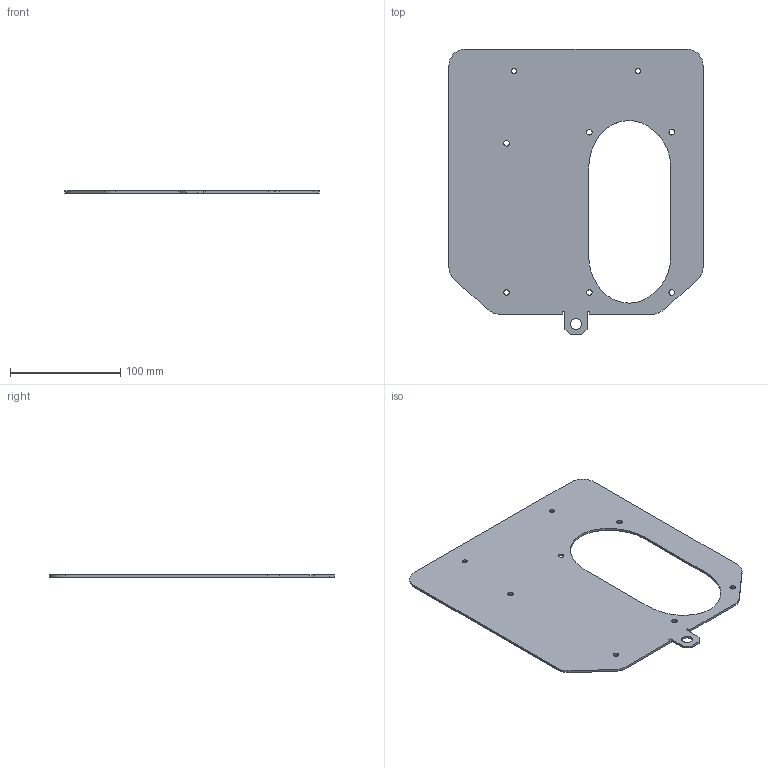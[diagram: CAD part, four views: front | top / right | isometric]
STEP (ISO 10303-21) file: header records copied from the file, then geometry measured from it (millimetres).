
FILE_DESCRIPTION (( 'STEP AP214' ), '1' );
FILE_NAME ('TW PANEL SHEET UNFOLDED.STEP', '2018-07-31T10:50:36', ( '' ), ( '' ), 'SwSTEP 2.0', 'SolidWorks 2014', '' );
FILE_SCHEMA (( 'AUTOMOTIVE_DESIGN' ));
Length unit declared in the file: millimetre
Products named in the file (1): TW PANEL SHEET UNFOLDED
Bounding box: 230 x 258.88 x 2 mm (x, y, z)
Volume: 85760.9 mm3; surface area: 88734.8 mm2
Topology: 1 solids, 1 shells, 57 faces, 165 edges, 110 vertices
Faces by surface type: cylinder 26, plane 22, bspline 9
Entity records: 3457 total; most frequent: CARTESIAN_POINT 1892, ORIENTED_EDGE 330, DIRECTION 295, EDGE_CURVE 165, VERTEX_POINT 110, AXIS2_PLACEMENT_3D 101, VECTOR 93, LINE 93
